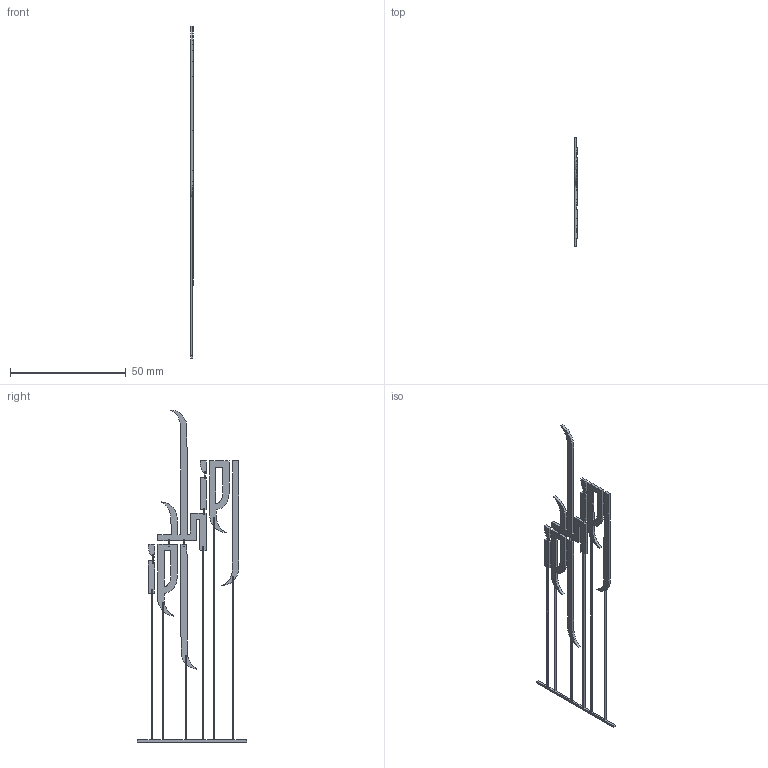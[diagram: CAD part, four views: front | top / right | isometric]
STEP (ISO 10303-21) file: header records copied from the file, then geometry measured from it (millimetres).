
FILE_DESCRIPTION(('FreeCAD Model'),'2;1');
FILE_NAME('Open CASCADE Shape Model','2025-05-04T05:22:17',('FreeCAD'),( 'FreeCAD'),'Open CASCADE STEP processor 7.6','FreeCAD','Unknown');
FILE_SCHEMA(('AUTOMOTIVE_DESIGN { 1 0 10303 214 1 1 1 1 }'));
Length unit declared in the file: millimetre
Products named in the file (1): Open CASCADE STEP translator 7.6 1
Bounding box: 1.15 x 47.17 x 143.19 mm (x, y, z)
Volume: 1319.5 mm3; surface area: 4187.6 mm2
Topology: 15 solids, 15 shells, 494 faces, 1392 edges, 928 vertices
Faces by surface type: bspline 494
Entity records: 14214 total; most frequent: CARTESIAN_POINT 5689, ORIENTED_EDGE 2784, EDGE_CURVE 1392, B_SPLINE_CURVE_WITH_KNOTS 1392, VERTEX_POINT 928, FACE_BOUND 498, EDGE_LOOP 498, ADVANCED_FACE 494
